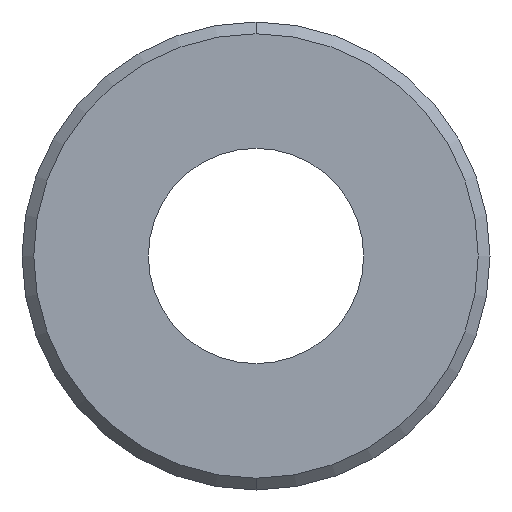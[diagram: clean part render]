
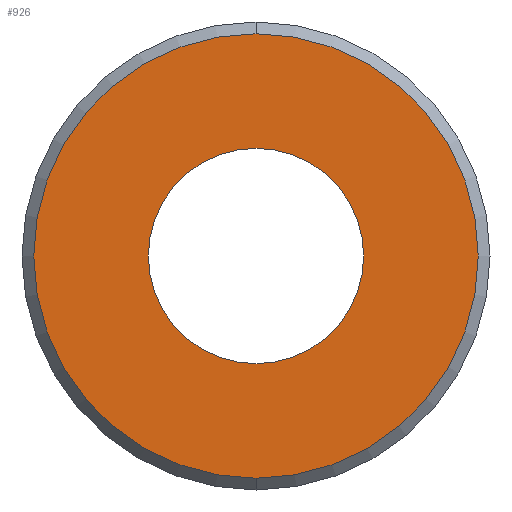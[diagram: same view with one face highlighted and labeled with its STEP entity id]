
A CAD part, front view. The second image highlights one B-rep face of the part: STEP entity #926.
In plain terms, the highlighted planar face has unit normal (0, -1, 0).
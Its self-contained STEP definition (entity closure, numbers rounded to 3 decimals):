
#296 = CARTESIAN_POINT ( 'NONE',  ( 0., 0., 0. ) ) ;
#297 = CIRCLE ( 'NONE', #302, 5.675 ) ;
#300 = DIRECTION ( 'NONE',  ( 0., 0., -1. ) ) ;
#301 = DIRECTION ( 'NONE',  ( 0., -1., 0. ) ) ;
#302 = AXIS2_PLACEMENT_3D ( 'NONE', #296, #301, #300 ) ;
#542 = CIRCLE ( 'NONE', #630, 2.75 ) ;
#549 = CARTESIAN_POINT ( 'NONE',  ( 0., 0., 2.75 ) ) ;
#619 = CARTESIAN_POINT ( 'NONE',  ( 0., 0., -2.75 ) ) ;
#627 = DIRECTION ( 'NONE',  ( 0., 0., 1. ) ) ;
#628 = DIRECTION ( 'NONE',  ( 0., 1., 0. ) ) ;
#629 = CARTESIAN_POINT ( 'NONE',  ( 0., 0., 0. ) ) ;
#630 = AXIS2_PLACEMENT_3D ( 'NONE', #629, #628, #627 ) ;
#674 = CIRCLE ( 'NONE', #679, 5.675 ) ;
#676 = DIRECTION ( 'NONE',  ( 0., 0., -1. ) ) ;
#677 = DIRECTION ( 'NONE',  ( 0., -1., 0. ) ) ;
#678 = CARTESIAN_POINT ( 'NONE',  ( 0., 0., 0. ) ) ;
#679 = AXIS2_PLACEMENT_3D ( 'NONE', #678, #677, #676 ) ;
#691 = CARTESIAN_POINT ( 'NONE',  ( 0., 0., 5.675 ) ) ;
#710 = CARTESIAN_POINT ( 'NONE',  ( 0., 0., -5.675 ) ) ;
#778 = DIRECTION ( 'NONE',  ( 0., 0., -1. ) ) ;
#779 = DIRECTION ( 'NONE',  ( 0., -1., 0. ) ) ;
#780 = CIRCLE ( 'NONE', #812, 2.75 ) ;
#798 = DIRECTION ( 'NONE',  ( 0., 0., 1. ) ) ;
#799 = AXIS2_PLACEMENT_3D ( 'NONE', #835, #779, #778 ) ;
#800 = FACE_OUTER_BOUND ( 'NONE', #918, .T. ) ;
#810 = DIRECTION ( 'NONE',  ( 0., 1., 0. ) ) ;
#811 = CARTESIAN_POINT ( 'NONE',  ( 0., 0., 0. ) ) ;
#812 = AXIS2_PLACEMENT_3D ( 'NONE', #811, #810, #798 ) ;
#813 = PLANE ( 'NONE',  #799 ) ;
#835 = CARTESIAN_POINT ( 'NONE',  ( 5.675, 0., 0. ) ) ;
#836 = FACE_BOUND ( 'NONE', #927, .T. ) ;
#844 = VERTEX_POINT ( 'NONE', #549 ) ;
#850 = EDGE_CURVE ( 'NONE', #859, #844, #542, .T. ) ;
#859 = VERTEX_POINT ( 'NONE', #619 ) ;
#879 = EDGE_CURVE ( 'NONE', #891, #882, #674, .T. ) ;
#882 = VERTEX_POINT ( 'NONE', #691 ) ;
#891 = VERTEX_POINT ( 'NONE', #710 ) ;
#918 = EDGE_LOOP ( 'NONE', ( #988, #951 ) ) ;
#926 = ADVANCED_FACE ( 'NONE', ( #836, #800 ), #813, .T. ) ;
#927 = EDGE_LOOP ( 'NONE', ( #952, #930 ) ) ;
#928 = EDGE_CURVE ( 'NONE', #844, #859, #780, .T. ) ;
#930 = ORIENTED_EDGE ( 'NONE', *, *, #850, .T. ) ;
#951 = ORIENTED_EDGE ( 'NONE', *, *, #879, .T. ) ;
#952 = ORIENTED_EDGE ( 'NONE', *, *, #928, .T. ) ;
#960 = EDGE_CURVE ( 'NONE', #882, #891, #297, .T. ) ;
#988 = ORIENTED_EDGE ( 'NONE', *, *, #960, .T. ) ;
